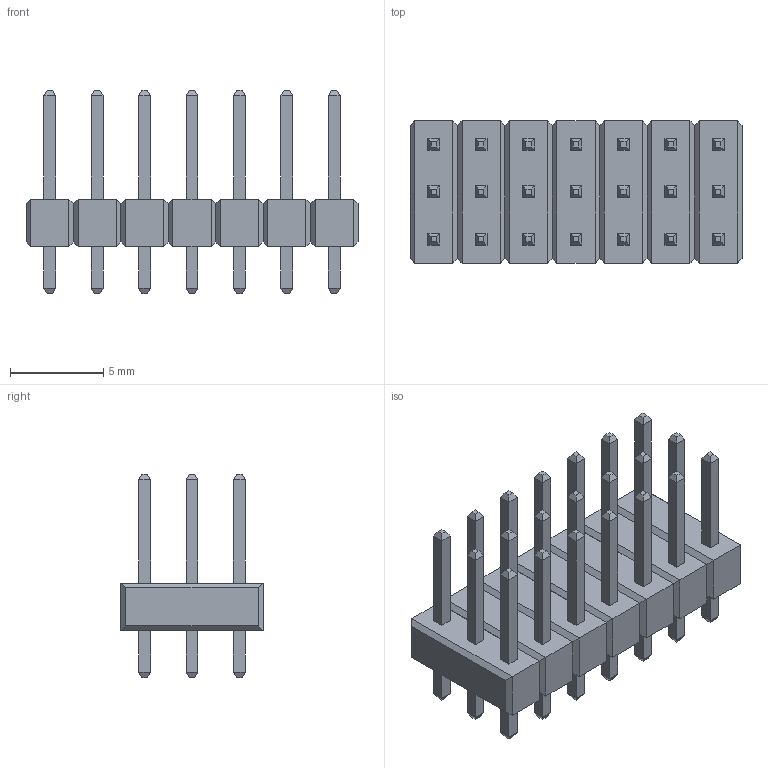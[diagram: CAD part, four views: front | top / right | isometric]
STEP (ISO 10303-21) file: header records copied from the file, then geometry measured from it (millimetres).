
FILE_DESCRIPTION (( 'STEP AP214' ), '1' );
FILE_NAME ('TSW-107-07-G-T.STEP', '2021-05-06T14:38:13', ( '' ), ( '' ), 'SwSTEP 2.0', 'SolidWorks 2018', '' );
FILE_SCHEMA (( 'AUTOMOTIVE_DESIGN' ));
Length unit declared in the file: millimetre
Products named in the file (1): TSW-107-07-G-T
Bounding box: 17.78 x 7.62 x 10.92 mm (x, y, z)
Volume: 404.2 mm3; surface area: 843.3 mm2
Topology: 1 solids, 1 shells, 464 faces, 1012 edges, 592 vertices
Faces by surface type: plane 464
Entity records: 17199 total; most frequent: CARTESIAN_POINT 2069, ORIENTED_EDGE 2024, DIRECTION 1942, EDGE_CURVE 1012, VECTOR 1012, LINE 1012, VERTEX_POINT 592, EDGE_LOOP 506
